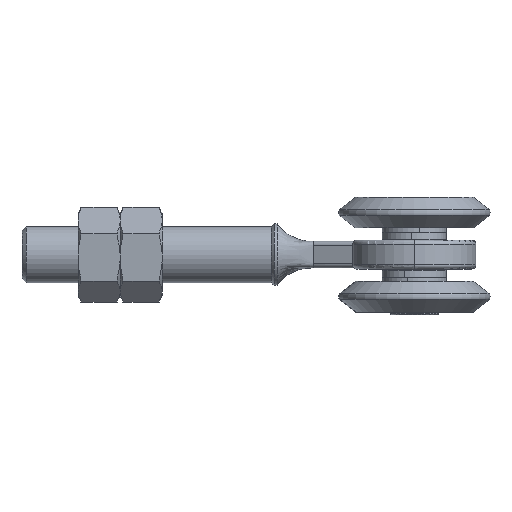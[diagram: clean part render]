
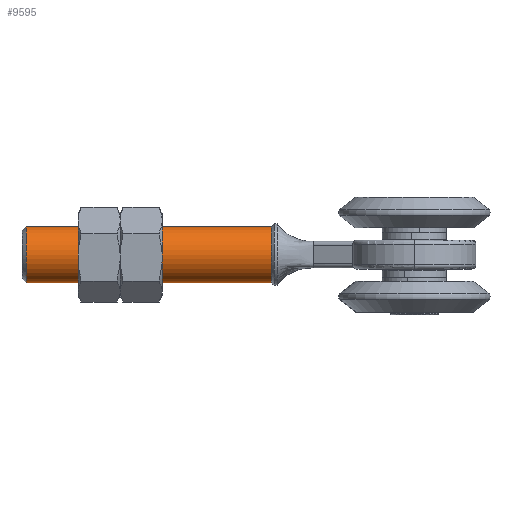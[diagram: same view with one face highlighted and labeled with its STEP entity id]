
A CAD part, left-side view. The second image highlights one B-rep face of the part: STEP entity #9595.
In plain terms, the highlighted cylindrical face has radius 10 mm (diameter 20 mm), a partial arc.
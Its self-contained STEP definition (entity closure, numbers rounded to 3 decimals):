
#233 = LINE ( 'NONE', #4485, #8707 ) ;
#362 = CARTESIAN_POINT ( 'NONE',  ( 0., 138.5, 10. ) ) ;
#404 = VERTEX_POINT ( 'NONE', #8177 ) ;
#1223 = ORIENTED_EDGE ( 'NONE', *, *, #1878, .T. ) ;
#1413 = DIRECTION ( 'NONE',  ( 0., 0., 1. ) ) ;
#1492 = CIRCLE ( 'NONE', #7837, 10. ) ;
#1878 = EDGE_CURVE ( 'NONE', #2351, #404, #9728, .T. ) ;
#2249 = CARTESIAN_POINT ( 'NONE',  ( 0., 51., 0. ) ) ;
#2351 = VERTEX_POINT ( 'NONE', #362 ) ;
#2515 = VERTEX_POINT ( 'NONE', #3124 ) ;
#2866 = CYLINDRICAL_SURFACE ( 'NONE', #3004, 10. ) ;
#3004 = AXIS2_PLACEMENT_3D ( 'NONE', #5457, #6224, #4576 ) ;
#3124 = CARTESIAN_POINT ( 'NONE',  ( 0., 51., -10. ) ) ;
#3501 = EDGE_CURVE ( 'NONE', #2351, #3708, #233, .T. ) ;
#3708 = VERTEX_POINT ( 'NONE', #4117 ) ;
#3894 = DIRECTION ( 'NONE',  ( 0., 1., 0. ) ) ;
#4099 = DIRECTION ( 'NONE',  ( 0., -1., 0. ) ) ;
#4117 = CARTESIAN_POINT ( 'NONE',  ( 0., 51., 10. ) ) ;
#4485 = CARTESIAN_POINT ( 'NONE',  ( 0., 140., 10. ) ) ;
#4576 = DIRECTION ( 'NONE',  ( 0., 0., -1. ) ) ;
#4716 = EDGE_CURVE ( 'NONE', #2515, #3708, #1492, .T. ) ;
#5256 = DIRECTION ( 'NONE',  ( 0., -1., 0. ) ) ;
#5282 = LINE ( 'NONE', #6844, #5915 ) ;
#5457 = CARTESIAN_POINT ( 'NONE',  ( 0., 140., 0. ) ) ;
#5520 = EDGE_CURVE ( 'NONE', #404, #2515, #5282, .T. ) ;
#5915 = VECTOR ( 'NONE', #6056, 1000. ) ;
#6056 = DIRECTION ( 'NONE',  ( 0., -1., 0. ) ) ;
#6224 = DIRECTION ( 'NONE',  ( 0., -1., 0. ) ) ;
#6451 = ORIENTED_EDGE ( 'NONE', *, *, #5520, .T. ) ;
#6751 = CARTESIAN_POINT ( 'NONE',  ( 0., 138.5, 0. ) ) ;
#6844 = CARTESIAN_POINT ( 'NONE',  ( 0., 140., -10. ) ) ;
#7452 = ORIENTED_EDGE ( 'NONE', *, *, #4716, .T. ) ;
#7787 = FACE_OUTER_BOUND ( 'NONE', #8982, .T. ) ;
#7837 = AXIS2_PLACEMENT_3D ( 'NONE', #2249, #3894, #1413 ) ;
#8036 = ORIENTED_EDGE ( 'NONE', *, *, #3501, .F. ) ;
#8177 = CARTESIAN_POINT ( 'NONE',  ( 0., 138.5, -10. ) ) ;
#8707 = VECTOR ( 'NONE', #5256, 1000. ) ;
#8982 = EDGE_LOOP ( 'NONE', ( #8036, #1223, #6451, #7452 ) ) ;
#9373 = AXIS2_PLACEMENT_3D ( 'NONE', #6751, #4099, #10873 ) ;
#9595 = ADVANCED_FACE ( 'NONE', ( #7787 ), #2866, .T. ) ;
#9728 = CIRCLE ( 'NONE', #9373, 10. ) ;
#10873 = DIRECTION ( 'NONE',  ( 0., 0., 1. ) ) ;
